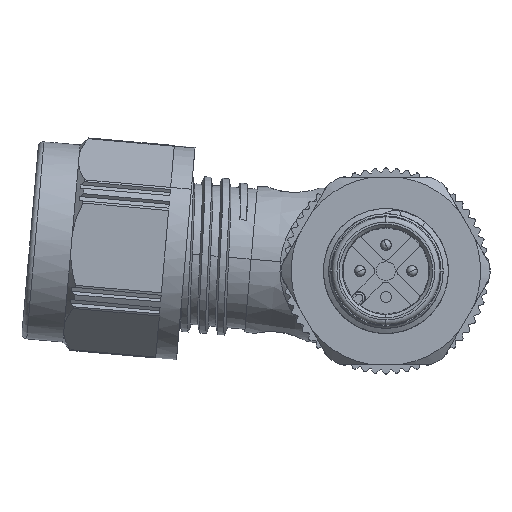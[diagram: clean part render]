
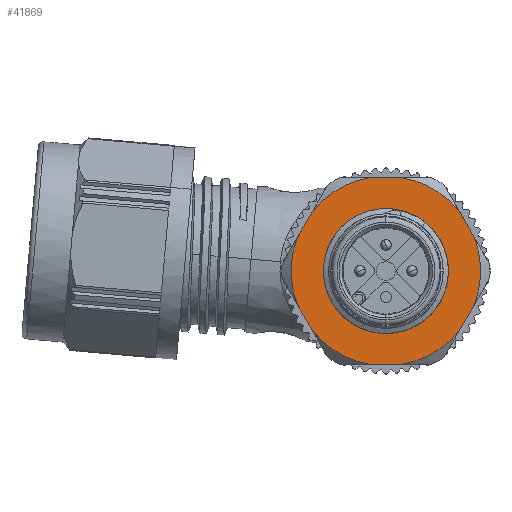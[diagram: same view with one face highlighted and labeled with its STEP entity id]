
A CAD part, front view. The second image highlights one B-rep face of the part: STEP entity #41869.
In plain terms, the highlighted planar face has unit normal (0, -1, 0).
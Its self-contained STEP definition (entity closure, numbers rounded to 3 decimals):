
#16642=CARTESIAN_POINT('',(6.998,6.9,-5.819));
#16668=CARTESIAN_POINT('',(0.,6.9,0.));
#16669=DIRECTION('',(0.,-1.,0.));
#16670=DIRECTION('',(0.938,0.,-0.346));
#16671=AXIS2_PLACEMENT_3D('',#16668,#16669,#16670);
#16699=CARTESIAN_POINT('',(0.,6.9,0.));
#16700=DIRECTION('',(0.,-1.,0.));
#16701=DIRECTION('',(-0.938,0.,0.346));
#16702=AXIS2_PLACEMENT_3D('',#16699,#16700,#16701);
#16732=CARTESIAN_POINT('',(0.,6.9,0.));
#16733=DIRECTION('',(0.,-1.,0.));
#16734=DIRECTION('',(-1.,0.,0.));
#16735=AXIS2_PLACEMENT_3D('',#16732,#16733,#16734);
#16737=CARTESIAN_POINT('',(0.,6.9,0.));
#16738=DIRECTION('',(0.,-1.,0.));
#16739=DIRECTION('',(1.,0.,0.));
#16740=AXIS2_PLACEMENT_3D('',#16737,#16738,#16739);
#16742=DIRECTION('',(0.5,0.,0.866));
#16743=VECTOR('',#16742,3.081);
#16744=CARTESIAN_POINT('',(6.998,6.9,-5.819));
#16745=LINE('',#16744,#16743);
#16746=CARTESIAN_POINT('',(0.,6.9,0.));
#16747=DIRECTION('',(0.,-1.,0.));
#16748=DIRECTION('',(0.169,0.,-0.986));
#16749=AXIS2_PLACEMENT_3D('',#16746,#16747,#16748);
#16751=DIRECTION('',(1.,0.,0.));
#16752=VECTOR('',#16751,3.081);
#16753=CARTESIAN_POINT('',(-1.541,6.9,-8.97));
#16754=LINE('',#16753,#16752);
#16755=CARTESIAN_POINT('',(0.,6.9,0.));
#16756=DIRECTION('',(0.,-1.,0.));
#16757=DIRECTION('',(-0.769,0.,-0.639));
#16758=AXIS2_PLACEMENT_3D('',#16755,#16756,#16757);
#16760=DIRECTION('',(0.5,0.,-0.866));
#16761=VECTOR('',#16760,3.081);
#16762=CARTESIAN_POINT('',(-8.539,6.9,-3.151));
#16763=LINE('',#16762,#16761);
#16764=DIRECTION('',(-0.5,0.,-0.866));
#16765=VECTOR('',#16764,3.081);
#16766=CARTESIAN_POINT('',(-6.998,6.9,5.819));
#16767=LINE('',#16766,#16765);
#16768=CARTESIAN_POINT('',(0.,6.9,0.));
#16769=DIRECTION('',(0.,-1.,0.));
#16770=DIRECTION('',(-0.169,0.,0.986));
#16771=AXIS2_PLACEMENT_3D('',#16768,#16769,#16770);
#16773=DIRECTION('',(-1.,0.,0.));
#16774=VECTOR('',#16773,3.081);
#16775=CARTESIAN_POINT('',(1.541,6.9,8.97));
#16776=LINE('',#16775,#16774);
#16777=CARTESIAN_POINT('',(0.,6.9,0.));
#16778=DIRECTION('',(0.,-1.,0.));
#16779=DIRECTION('',(0.769,0.,0.639));
#16780=AXIS2_PLACEMENT_3D('',#16777,#16778,#16779);
#16782=DIRECTION('',(-0.5,0.,0.866));
#16783=VECTOR('',#16782,3.081);
#16784=CARTESIAN_POINT('',(8.539,6.9,3.151));
#16785=LINE('',#16784,#16783);
#28526=CARTESIAN_POINT('',(-6.,6.9,0.));
#28527=CARTESIAN_POINT('',(6.,6.9,0.));
#28528=VERTEX_POINT('',#28526);
#28529=VERTEX_POINT('',#28527);
#28668=VERTEX_POINT('',#16642);
#28694=CARTESIAN_POINT('',(6.998,6.9,5.819));
#28695=CARTESIAN_POINT('',(1.541,6.9,8.97));
#28696=VERTEX_POINT('',#28694);
#28697=VERTEX_POINT('',#28695);
#28698=CARTESIAN_POINT('',(-1.541,6.9,8.97));
#28699=CARTESIAN_POINT('',(-6.998,6.9,5.819));
#28700=VERTEX_POINT('',#28698);
#28701=VERTEX_POINT('',#28699);
#28702=CARTESIAN_POINT('',(-6.998,6.9,-5.819));
#28703=CARTESIAN_POINT('',(-1.541,6.9,-8.97));
#28704=VERTEX_POINT('',#28702);
#28705=VERTEX_POINT('',#28703);
#28706=CARTESIAN_POINT('',(1.541,6.9,-8.97));
#28707=VERTEX_POINT('',#28706);
#28708=CARTESIAN_POINT('',(-8.539,6.9,-3.151));
#28709=VERTEX_POINT('',#28708);
#28710=CARTESIAN_POINT('',(-8.539,6.9,3.151));
#28711=VERTEX_POINT('',#28710);
#28712=CARTESIAN_POINT('',(8.539,6.9,3.151));
#28713=VERTEX_POINT('',#28712);
#28714=CARTESIAN_POINT('',(8.539,6.9,-3.151));
#28715=VERTEX_POINT('',#28714);
#41839=CARTESIAN_POINT('',(0.,6.9,0.));
#41840=DIRECTION('',(0.,-1.,0.));
#41841=DIRECTION('',(-1.,0.,0.));
#41842=AXIS2_PLACEMENT_3D('',#41839,#41840,#41841);
#41843=PLANE('',#41842);
#41844=ORIENTED_EDGE('',*,*,#41771,.F.);
#41846=ORIENTED_EDGE('',*,*,#41845,.F.);
#41847=ORIENTED_EDGE('',*,*,#41758,.F.);
#41848=ORIENTED_EDGE('',*,*,#41829,.F.);
#41849=ORIENTED_EDGE('',*,*,#41743,.F.);
#41851=ORIENTED_EDGE('',*,*,#41850,.F.);
#41852=ORIENTED_EDGE('',*,*,#41788,.F.);
#41854=ORIENTED_EDGE('',*,*,#41853,.F.);
#41855=ORIENTED_EDGE('',*,*,#41815,.F.);
#41857=ORIENTED_EDGE('',*,*,#41856,.F.);
#41858=ORIENTED_EDGE('',*,*,#41800,.F.);
#41860=ORIENTED_EDGE('',*,*,#41859,.F.);
#41861=EDGE_LOOP('',(#41844,#41846,#41847,#41848,#41849,#41851,#41852,#41854,
#41855,#41857,#41858,#41860));
#41862=FACE_OUTER_BOUND('',#41861,.F.);
#41864=ORIENTED_EDGE('',*,*,#41863,.T.);
#41866=ORIENTED_EDGE('',*,*,#41865,.T.);
#41867=EDGE_LOOP('',(#41864,#41866));
#41868=FACE_BOUND('',#41867,.F.);
#41869=ADVANCED_FACE('',(#41862,#41868),#41843,.T.);
#16672=CIRCLE('',#16671,9.101);
#16703=CIRCLE('',#16702,9.101);
#16736=CIRCLE('',#16735,6.);
#16741=CIRCLE('',#16740,6.);
#16750=CIRCLE('',#16749,9.101);
#16759=CIRCLE('',#16758,9.101);
#16772=CIRCLE('',#16771,9.101);
#16781=CIRCLE('',#16780,9.101);
#41743=EDGE_CURVE('',#28704,#28705,#16759,.T.);
#41758=EDGE_CURVE('',#28707,#28668,#16750,.T.);
#41771=EDGE_CURVE('',#28715,#28713,#16672,.T.);
#41788=EDGE_CURVE('',#28711,#28709,#16703,.T.);
#41800=EDGE_CURVE('',#28696,#28697,#16781,.T.);
#41815=EDGE_CURVE('',#28700,#28701,#16772,.T.);
#41829=EDGE_CURVE('',#28705,#28707,#16754,.T.);
#41845=EDGE_CURVE('',#28668,#28715,#16745,.T.);
#41850=EDGE_CURVE('',#28709,#28704,#16763,.T.);
#41853=EDGE_CURVE('',#28701,#28711,#16767,.T.);
#41856=EDGE_CURVE('',#28697,#28700,#16776,.T.);
#41859=EDGE_CURVE('',#28713,#28696,#16785,.T.);
#41863=EDGE_CURVE('',#28528,#28529,#16736,.T.);
#41865=EDGE_CURVE('',#28529,#28528,#16741,.T.);
